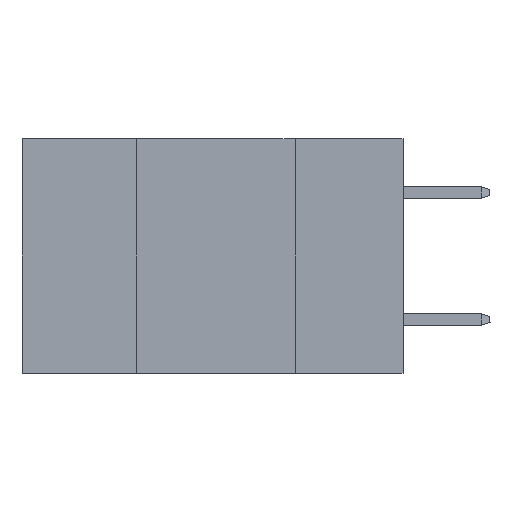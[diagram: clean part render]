
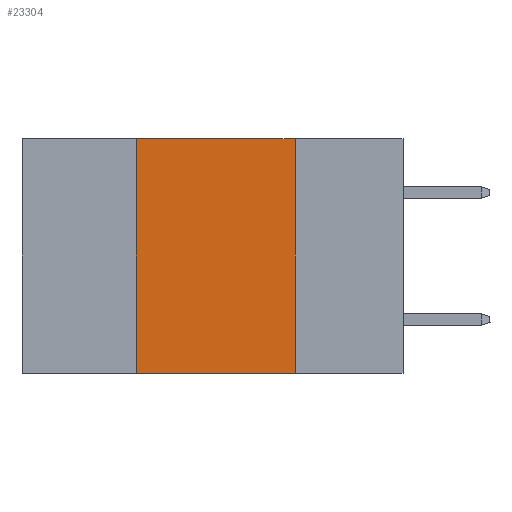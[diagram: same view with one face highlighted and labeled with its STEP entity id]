
A CAD part, left-side view. The second image highlights one B-rep face of the part: STEP entity #23304.
In plain terms, the highlighted planar face has unit normal (-1, 0, 0).
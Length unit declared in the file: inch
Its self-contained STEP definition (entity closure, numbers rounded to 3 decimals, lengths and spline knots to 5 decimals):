
#255 = CARTESIAN_POINT ( 'NONE',  ( 0., 0.6, 0. ) ) ;
#2391 = LINE ( 'NONE', #4555, #8384 ) ;
#2622 = AXIS2_PLACEMENT_3D ( 'NONE', #255, #25155, #8438 ) ;
#2980 = LINE ( 'NONE', #21447, #18730 ) ;
#4555 = CARTESIAN_POINT ( 'NONE',  ( 0., 0.42, 0. ) ) ;
#5122 = CARTESIAN_POINT ( 'NONE',  ( 0., 0.42, 0. ) ) ;
#5564 = LINE ( 'NONE', #9614, #13406 ) ;
#6097 = EDGE_CURVE ( 'NONE', #10655, #24891, #2391, .T. ) ;
#7415 = DIRECTION ( 'NONE',  ( 0., -1., 0. ) ) ;
#8384 = VECTOR ( 'NONE', #8832, 39.37008 ) ;
#8421 = ORIENTED_EDGE ( 'NONE', *, *, #14959, .T. ) ;
#8438 = DIRECTION ( 'NONE',  ( 0., 0., -1. ) ) ;
#8832 = DIRECTION ( 'NONE',  ( 0., 0., 1. ) ) ;
#9023 = CARTESIAN_POINT ( 'NONE',  ( 0., 0.17, -0.37 ) ) ;
#9030 = VERTEX_POINT ( 'NONE', #22475 ) ;
#9295 = LINE ( 'NONE', #21432, #11580 ) ;
#9521 = ORIENTED_EDGE ( 'NONE', *, *, #6097, .F. ) ;
#9614 = CARTESIAN_POINT ( 'NONE',  ( 0., 0.6, 0. ) ) ;
#10655 = VERTEX_POINT ( 'NONE', #17499 ) ;
#11580 = VECTOR ( 'NONE', #25335, 39.37008 ) ;
#12218 = FACE_OUTER_BOUND ( 'NONE', #14989, .T. ) ;
#13406 = VECTOR ( 'NONE', #20390, 39.37008 ) ;
#14034 = ORIENTED_EDGE ( 'NONE', *, *, #21565, .F. ) ;
#14959 = EDGE_CURVE ( 'NONE', #10655, #18453, #2980, .T. ) ;
#14989 = EDGE_LOOP ( 'NONE', ( #14034, #20721, #9521, #8421 ) ) ;
#17499 = CARTESIAN_POINT ( 'NONE',  ( 0., 0.42, -0.37 ) ) ;
#18453 = VERTEX_POINT ( 'NONE', #9023 ) ;
#18703 = PLANE ( 'NONE',  #2622 ) ;
#18730 = VECTOR ( 'NONE', #7415, 39.37008 ) ;
#20390 = DIRECTION ( 'NONE',  ( 0., -1., 0. ) ) ;
#20721 = ORIENTED_EDGE ( 'NONE', *, *, #24083, .F. ) ;
#21432 = CARTESIAN_POINT ( 'NONE',  ( 0., 0.17, 0. ) ) ;
#21447 = CARTESIAN_POINT ( 'NONE',  ( 0., 0.6, -0.37 ) ) ;
#21565 = EDGE_CURVE ( 'NONE', #9030, #18453, #9295, .T. ) ;
#22475 = CARTESIAN_POINT ( 'NONE',  ( 0., 0.17, 0. ) ) ;
#23304 = ADVANCED_FACE ( 'NONE', ( #12218 ), #18703, .F. ) ;
#24083 = EDGE_CURVE ( 'NONE', #24891, #9030, #5564, .T. ) ;
#24891 = VERTEX_POINT ( 'NONE', #5122 ) ;
#25155 = DIRECTION ( 'NONE',  ( 1., 0., 0. ) ) ;
#25335 = DIRECTION ( 'NONE',  ( 0., 0., -1. ) ) ;
